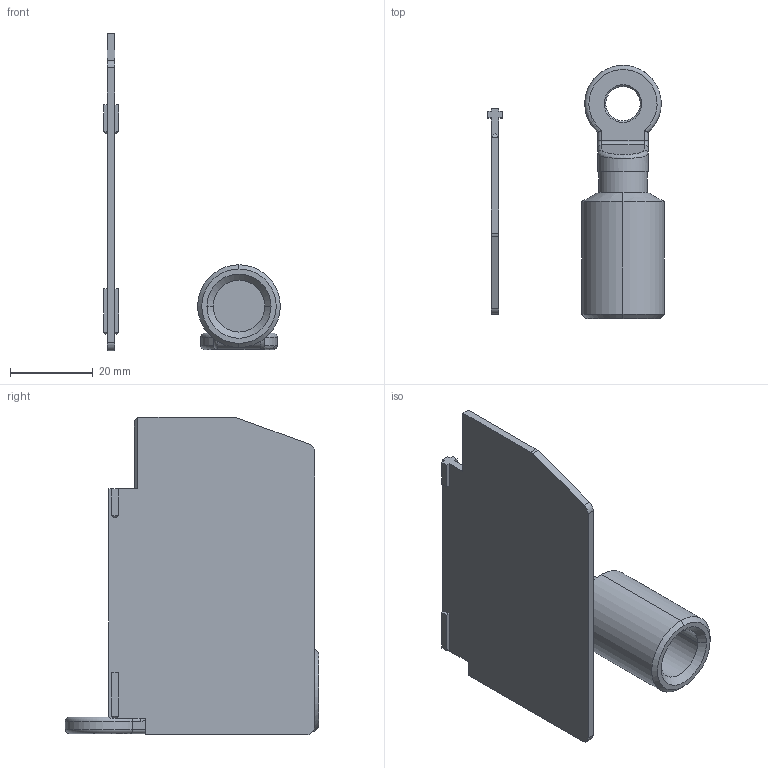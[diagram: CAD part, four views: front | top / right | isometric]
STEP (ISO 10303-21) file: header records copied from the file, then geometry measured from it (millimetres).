
FILE_DESCRIPTION((''),'2;1');
FILE_NAME('LV426984_ASM','2018-07-31T',('SESA468396'),('Schneider-Electric'),'PRO/ENGINEER BY PARAMETRIC TECHNOLOGY CORPORATION, 2015440','PRO/ENGINEER BY PARAMETRIC TECHNOLOGY CORPORATION, 2015440','');
FILE_SCHEMA(('CONFIG_CONTROL_DESIGN'));
Length unit declared in the file: millimetre
Products named in the file (3): LV426985-1; LV426985-2; LV426984_ASM
Assembly tree (2 placements, depth 2):
  LV426984_ASM
    LV426985-1
    LV426985-2
Bounding box: 42.72 x 61.25 x 76.8 mm (x, y, z)
Volume: 14899.6 mm3; surface area: 12352.8 mm2
Topology: 2 solids, 2 shells, 96 faces, 227 edges, 138 vertices
Faces by surface type: plane 52, cylinder 24, cone 10, torus 6, bspline 4
Entity records: 3149 total; most frequent: CARTESIAN_POINT 854, DIRECTION 467, ORIENTED_EDGE 454, EDGE_CURVE 227, VECTOR 157, LINE 157, AXIS2_PLACEMENT_3D 155, VERTEX_POINT 138
